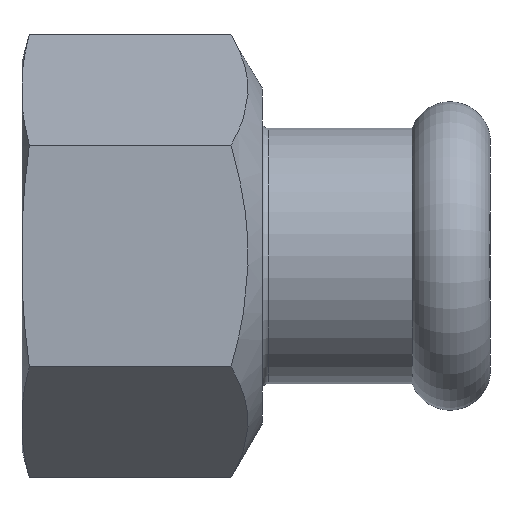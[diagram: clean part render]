
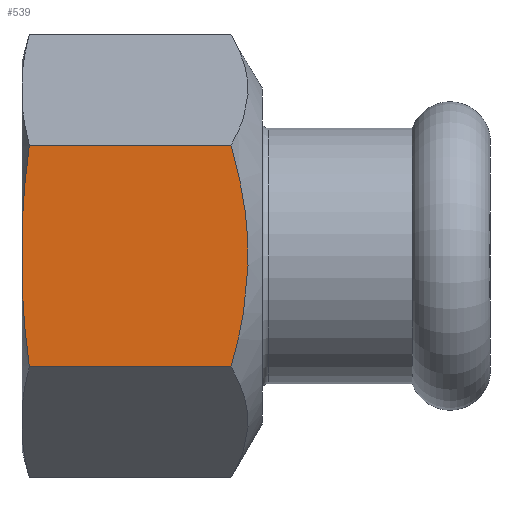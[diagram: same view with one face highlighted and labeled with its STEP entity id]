
A CAD part, left-side view. The second image highlights one B-rep face of the part: STEP entity #539.
In plain terms, the highlighted planar face has unit normal (-1, 0, 0).
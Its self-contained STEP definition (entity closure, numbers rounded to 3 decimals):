
#28=(
BOUNDED_CURVE()
B_SPLINE_CURVE(2,(#869,#870,#871),.UNSPECIFIED.,.F.,.F.)
B_SPLINE_CURVE_WITH_KNOTS((3,3),(0.24,2.204),
 .UNSPECIFIED.)
CURVE()
GEOMETRIC_REPRESENTATION_ITEM()
RATIONAL_B_SPLINE_CURVE((1.044,1.206,1.044))
REPRESENTATION_ITEM('')
);
#29=(
BOUNDED_CURVE()
B_SPLINE_CURVE(2,(#875,#876,#877),.UNSPECIFIED.,.F.,.F.)
B_SPLINE_CURVE_WITH_KNOTS((3,3),(0.,0.702),.UNSPECIFIED.)
CURVE()
GEOMETRIC_REPRESENTATION_ITEM()
RATIONAL_B_SPLINE_CURVE((1.,1.027,1.014))
REPRESENTATION_ITEM('')
);
#30=(
BOUNDED_CURVE()
B_SPLINE_CURVE(2,(#881,#882,#883),.UNSPECIFIED.,.F.,.F.)
B_SPLINE_CURVE_WITH_KNOTS((3,3),(0.255,0.957),
 .UNSPECIFIED.)
CURVE()
GEOMETRIC_REPRESENTATION_ITEM()
RATIONAL_B_SPLINE_CURVE((1.014,1.027,1.))
REPRESENTATION_ITEM('')
);
#46=PLANE('',#602);
#57=LINE('',#873,#79);
#58=LINE('',#879,#80);
#59=LINE('',#884,#81);
#79=VECTOR('',#698,10.);
#80=VECTOR('',#699,10.);
#81=VECTOR('',#700,10.);
#110=FACE_OUTER_BOUND('',#141,.T.);
#141=EDGE_LOOP('',(#379,#380,#381,#382,#383,#384));
#228=VERTEX_POINT('',#867);
#229=VERTEX_POINT('',#868);
#230=VERTEX_POINT('',#872);
#231=VERTEX_POINT('',#874);
#232=VERTEX_POINT('',#878);
#233=VERTEX_POINT('',#880);
#289=EDGE_CURVE('',#228,#229,#28,.T.);
#290=EDGE_CURVE('',#228,#230,#57,.T.);
#291=EDGE_CURVE('',#231,#230,#29,.T.);
#292=EDGE_CURVE('',#232,#231,#58,.T.);
#293=EDGE_CURVE('',#233,#232,#30,.T.);
#294=EDGE_CURVE('',#229,#233,#59,.T.);
#379=ORIENTED_EDGE('',*,*,#289,.F.);
#380=ORIENTED_EDGE('',*,*,#290,.T.);
#381=ORIENTED_EDGE('',*,*,#291,.F.);
#382=ORIENTED_EDGE('',*,*,#292,.F.);
#383=ORIENTED_EDGE('',*,*,#293,.F.);
#384=ORIENTED_EDGE('',*,*,#294,.F.);
#539=ADVANCED_FACE('',(#110),#46,.T.);
#602=AXIS2_PLACEMENT_3D('',#866,#696,#697);
#696=DIRECTION('center_axis',(-1.,0.,0.));
#697=DIRECTION('ref_axis',(0.,0.,1.));
#698=DIRECTION('',(0.,1.,0.));
#699=DIRECTION('',(0.,0.,1.));
#700=DIRECTION('',(0.,1.,0.));
#866=CARTESIAN_POINT('Origin',(-16.,19.,-9.238));
#867=CARTESIAN_POINT('',(-16.,21.584,9.238));
#868=CARTESIAN_POINT('',(-16.,21.584,-9.238));
#869=CARTESIAN_POINT('Ctrl Pts',(-16.,21.584,9.238));
#870=CARTESIAN_POINT('Ctrl Pts',(-16.,18.917,0.));
#871=CARTESIAN_POINT('Ctrl Pts',(-16.,21.584,-9.238));
#872=CARTESIAN_POINT('',(-16.,38.388,9.238));
#873=CARTESIAN_POINT('',(-16.,19.,9.238));
#874=CARTESIAN_POINT('',(-16.,39.,2.492));
#875=CARTESIAN_POINT('Ctrl Pts',(-16.,39.,2.492));
#876=CARTESIAN_POINT('Ctrl Pts',(-16.,38.87,5.643));
#877=CARTESIAN_POINT('Ctrl Pts',(-16.,38.388,9.238));
#878=CARTESIAN_POINT('',(-16.,39.,-2.492));
#879=CARTESIAN_POINT('',(-16.,39.,1.991));
#880=CARTESIAN_POINT('',(-16.,38.388,-9.238));
#881=CARTESIAN_POINT('Ctrl Pts',(-16.,38.388,-9.238));
#882=CARTESIAN_POINT('Ctrl Pts',(-16.,38.87,-5.643));
#883=CARTESIAN_POINT('Ctrl Pts',(-16.,39.,-2.492));
#884=CARTESIAN_POINT('',(-16.,19.,-9.238));
